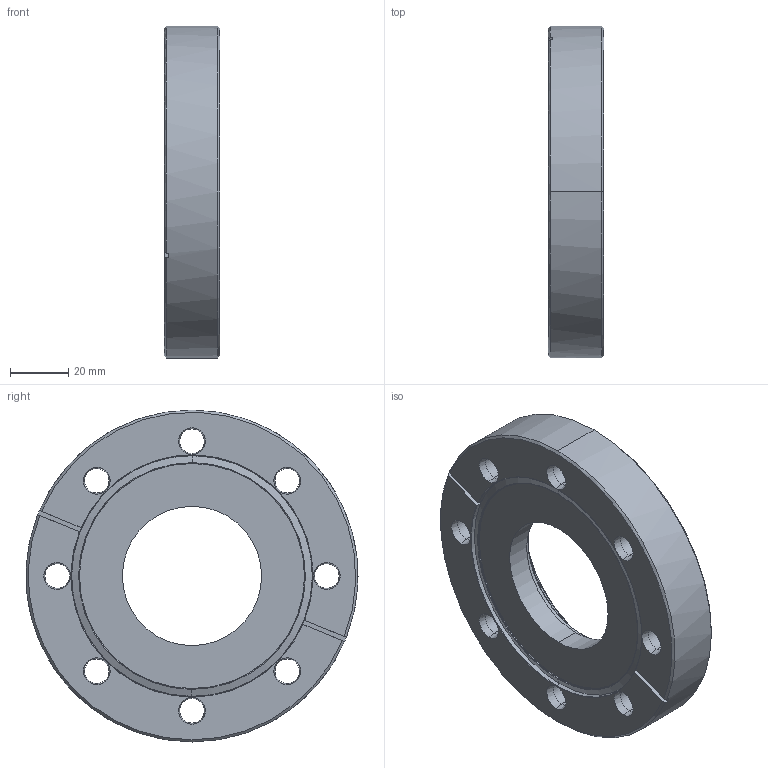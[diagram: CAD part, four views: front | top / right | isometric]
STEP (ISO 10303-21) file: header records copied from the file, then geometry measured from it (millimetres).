
FILE_DESCRIPTION (( 'STEP AP203' ), '1' );
FILE_NAME ('1112241_A.STEP', '2024-03-26T07:22:03', ( '' ), ( '' ), 'SwSTEP 2.0', 'SolidWorks 2022', '' );
FILE_SCHEMA (( 'CONFIG_CONTROL_DESIGN' ));
Length unit declared in the file: inch
Products named in the file (3): 2; 1; 1112241_A
Assembly tree (2 placements, depth 2):
  1112241_A
    1
    2
Bounding box: 19.05 x 113.54 x 113.54 mm (x, y, z)
Volume: 133185 mm3; surface area: 38928.7 mm2
Topology: 2 solids, 2 shells, 101 faces, 232 edges, 136 vertices
Faces by surface type: cone 47, cylinder 30, plane 13, torus 11
Entity records: 3258 total; most frequent: DIRECTION 569, CARTESIAN_POINT 546, ORIENTED_EDGE 464, AXIS2_PLACEMENT_3D 239, EDGE_CURVE 232, VERTEX_POINT 136, CIRCLE 133, EDGE_LOOP 122
